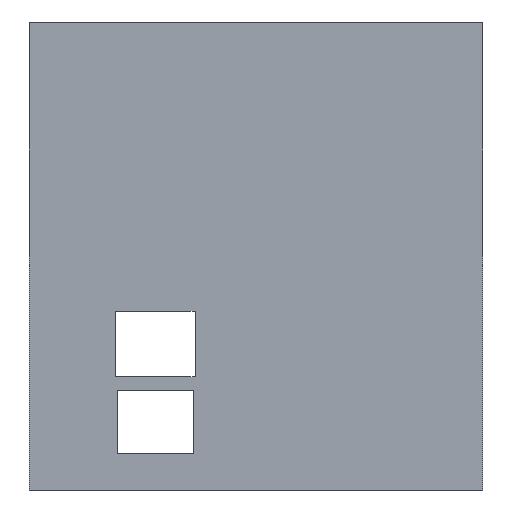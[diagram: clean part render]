
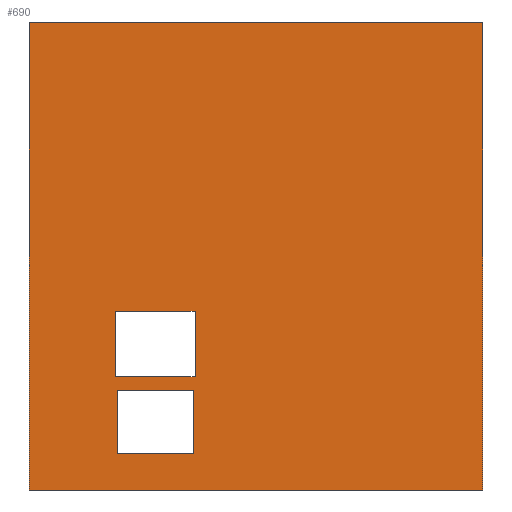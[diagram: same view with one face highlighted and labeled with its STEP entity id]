
A CAD part, left-side view. The second image highlights one B-rep face of the part: STEP entity #690.
In plain terms, the highlighted free-form (B-spline) face has degree [1, 1] with [2, 2] control points.
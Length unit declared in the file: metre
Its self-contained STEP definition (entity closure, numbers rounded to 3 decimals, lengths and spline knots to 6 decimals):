
#12=LINE('',#922,#82);
#29=LINE('',#1009,#99);
#33=LINE('',#1019,#103);
#35=LINE('',#1026,#105);
#37=LINE('',#1033,#107);
#41=LINE('',#1043,#111);
#43=LINE('',#1050,#113);
#46=LINE('',#1059,#116);
#48=LINE('',#1066,#118);
#63=LINE('',#1109,#133);
#68=LINE('',#1126,#138);
#69=LINE('',#1127,#139);
#82=VECTOR('',#751,1.);
#99=VECTOR('',#784,1.);
#103=VECTOR('',#788,1.);
#105=VECTOR('',#790,1.);
#107=VECTOR('',#792,1.);
#111=VECTOR('',#796,1.);
#113=VECTOR('',#798,1.);
#116=VECTOR('',#801,1.);
#118=VECTOR('',#803,1.);
#133=VECTOR('',#818,1.);
#138=VECTOR('',#823,1.);
#139=VECTOR('',#824,1.);
#168=B_SPLINE_SURFACE_WITH_KNOTS('',1,1,((#1122,#1123),(#1124,#1125)),
 .PLANE_SURF.,.F.,.F.,.F.,(2,2),(2,2),(0.,1.),(0.,1.),.UNSPECIFIED.);
#289=ORIENTED_EDGE('',*,*,#441,.F.);
#290=ORIENTED_EDGE('',*,*,#439,.T.);
#291=ORIENTED_EDGE('',*,*,#436,.T.);
#292=ORIENTED_EDGE('',*,*,#434,.F.);
#293=ORIENTED_EDGE('',*,*,#430,.F.);
#294=ORIENTED_EDGE('',*,*,#428,.T.);
#295=ORIENTED_EDGE('',*,*,#426,.T.);
#296=ORIENTED_EDGE('',*,*,#422,.F.);
#297=ORIENTED_EDGE('',*,*,#461,.T.);
#298=ORIENTED_EDGE('',*,*,#397,.T.);
#299=ORIENTED_EDGE('',*,*,#462,.F.);
#300=ORIENTED_EDGE('',*,*,#456,.F.);
#397=EDGE_CURVE('',#495,#496,#12,.T.);
#422=EDGE_CURVE('',#512,#513,#29,.T.);
#426=EDGE_CURVE('',#514,#513,#33,.T.);
#428=EDGE_CURVE('',#516,#514,#35,.T.);
#430=EDGE_CURVE('',#516,#512,#37,.T.);
#434=EDGE_CURVE('',#518,#517,#41,.T.);
#436=EDGE_CURVE('',#520,#517,#43,.T.);
#439=EDGE_CURVE('',#522,#520,#46,.T.);
#441=EDGE_CURVE('',#522,#518,#48,.T.);
#456=EDGE_CURVE('',#534,#532,#63,.T.);
#461=EDGE_CURVE('',#534,#495,#68,.T.);
#462=EDGE_CURVE('',#532,#496,#69,.T.);
#495=VERTEX_POINT('',#923);
#496=VERTEX_POINT('',#924);
#512=VERTEX_POINT('',#1008);
#513=VERTEX_POINT('',#1010);
#514=VERTEX_POINT('',#1018);
#516=VERTEX_POINT('',#1027);
#517=VERTEX_POINT('',#1040);
#518=VERTEX_POINT('',#1042);
#520=VERTEX_POINT('',#1051);
#522=VERTEX_POINT('',#1060);
#532=VERTEX_POINT('',#1104);
#534=VERTEX_POINT('',#1108);
#589=EDGE_LOOP('',(#289,#290,#291,#292));
#590=EDGE_LOOP('',(#293,#294,#295,#296));
#591=EDGE_LOOP('',(#297,#298,#299,#300));
#635=FACE_BOUND('',#589,.T.);
#636=FACE_BOUND('',#590,.T.);
#637=FACE_BOUND('',#591,.T.);
#690=ADVANCED_FACE('',(#635,#636,#637),#168,.T.);
#751=DIRECTION('',(0.,1.,0.));
#784=DIRECTION('',(0.,0.,1.));
#788=DIRECTION('',(0.,-1.,0.));
#790=DIRECTION('',(0.,0.,1.));
#792=DIRECTION('',(0.,-1.,0.));
#796=DIRECTION('',(0.,1.,0.));
#798=DIRECTION('',(0.,0.,1.));
#801=DIRECTION('',(0.,1.,0.));
#803=DIRECTION('',(0.,0.,1.));
#818=DIRECTION('',(0.,1.,0.));
#823=DIRECTION('',(0.,0.,1.));
#824=DIRECTION('',(0.,0.,1.));
#922=CARTESIAN_POINT('',(-0.198787,-0.1,0.));
#923=CARTESIAN_POINT('',(-0.198787,-0.1,0.));
#924=CARTESIAN_POINT('',(-0.198787,0.06,0.));
#1008=CARTESIAN_POINT('',(-0.198787,0.002,-0.152));
#1009=CARTESIAN_POINT('',(-0.198787,0.002,-0.141));
#1010=CARTESIAN_POINT('',(-0.198787,0.002,-0.13));
#1018=CARTESIAN_POINT('',(-0.198787,0.029,-0.13));
#1019=CARTESIAN_POINT('',(-0.198787,0.0155,-0.13));
#1026=CARTESIAN_POINT('',(-0.198787,0.029,-0.141));
#1027=CARTESIAN_POINT('',(-0.198787,0.029,-0.152));
#1033=CARTESIAN_POINT('',(-0.198787,0.0155,-0.152));
#1040=CARTESIAN_POINT('',(-0.198787,0.0295,-0.102));
#1042=CARTESIAN_POINT('',(-0.198787,0.0015,-0.102));
#1043=CARTESIAN_POINT('',(-0.198787,0.0155,-0.102));
#1050=CARTESIAN_POINT('',(-0.198787,0.0295,-0.1135));
#1051=CARTESIAN_POINT('',(-0.198787,0.0295,-0.125));
#1059=CARTESIAN_POINT('',(-0.198787,0.0155,-0.125));
#1060=CARTESIAN_POINT('',(-0.198787,0.0015,-0.125));
#1066=CARTESIAN_POINT('',(-0.198787,0.0015,-0.1135));
#1104=CARTESIAN_POINT('',(-0.198787,0.06,-0.165));
#1108=CARTESIAN_POINT('',(-0.198787,-0.1,-0.165));
#1109=CARTESIAN_POINT('',(-0.198787,-0.1,-0.165));
#1122=CARTESIAN_POINT('',(-0.198787,-0.108,-0.17325));
#1123=CARTESIAN_POINT('',(-0.198787,0.068,-0.17325));
#1124=CARTESIAN_POINT('',(-0.198787,-0.108,0.00825));
#1125=CARTESIAN_POINT('',(-0.198787,0.068,0.00825));
#1126=CARTESIAN_POINT('',(-0.198787,-0.1,0.));
#1127=CARTESIAN_POINT('',(-0.198787,0.06,0.));
